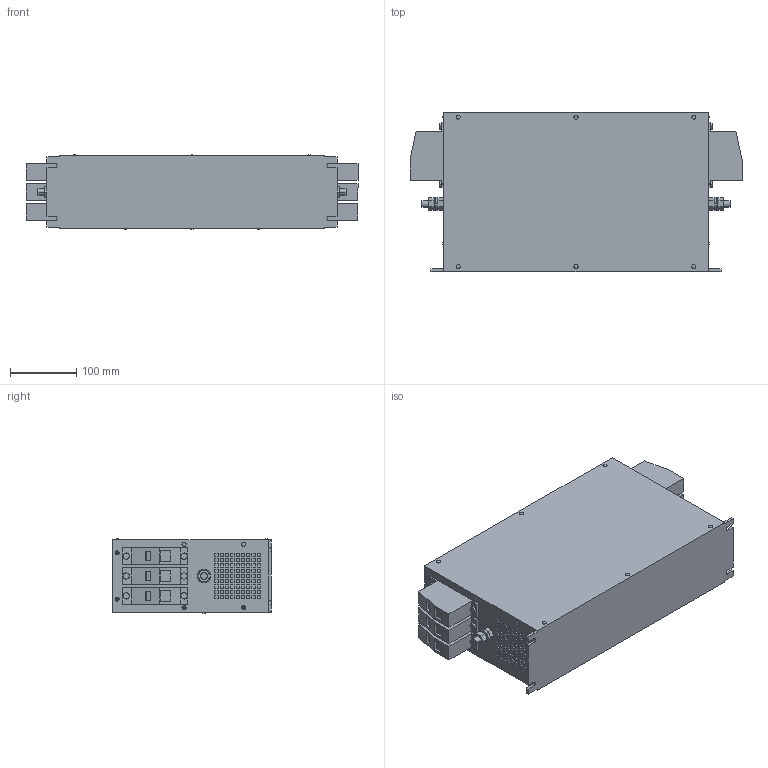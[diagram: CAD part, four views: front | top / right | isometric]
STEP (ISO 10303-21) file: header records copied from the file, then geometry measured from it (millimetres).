
FILE_DESCRIPTION (( 'STEP AP214' ), '1' );
FILE_NAME ('856144.STEP', '2024-04-09T08:23:44', ( '' ), ( '' ), 'SwSTEP 2.0', 'SolidWorks 2022', '' );
FILE_SCHEMA (( 'AUTOMOTIVE_DESIGN' ));
Length unit declared in the file: millimetre
Products named in the file (1): 856144
Bounding box: 501.33 x 240.05 x 112.23 mm (x, y, z)
Volume: 11095850.8 mm3; surface area: 433402.1 mm2
Topology: 1 solids, 65 shells, 2660 faces, 6180 edges, 4106 vertices
Faces by surface type: plane 2339, cylinder 252, bspline 45, cone 24
Entity records: 75047 total; most frequent: CARTESIAN_POINT 13622, ORIENTED_EDGE 12360, DIRECTION 12042, EDGE_CURVE 6180, VECTOR 5550, LINE 5550, VERTEX_POINT 4106, AXIS2_PLACEMENT_3D 3246
